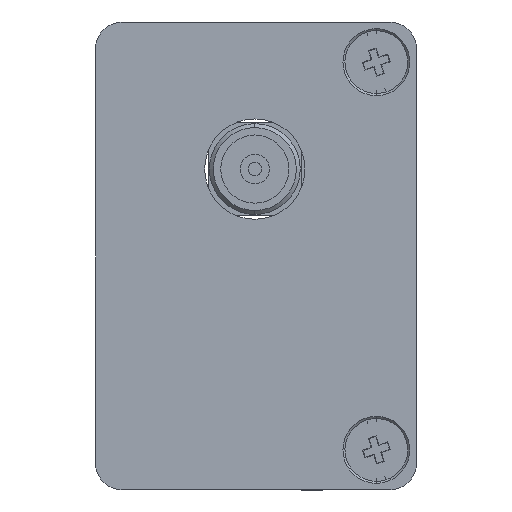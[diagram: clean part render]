
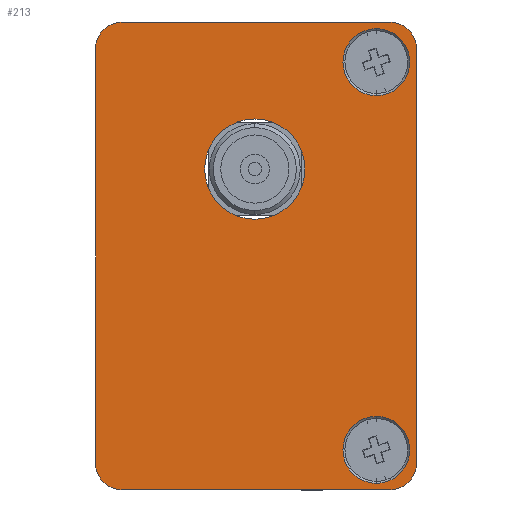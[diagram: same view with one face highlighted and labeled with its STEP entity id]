
A CAD part, left-side view. The second image highlights one B-rep face of the part: STEP entity #213.
In plain terms, the highlighted face is planar.
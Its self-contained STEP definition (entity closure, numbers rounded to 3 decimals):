
#200 = VERTEX_POINT ( 'NONE', #2388 ) ;
#206 = ORIENTED_EDGE ( 'NONE', *, *, #331, .F. ) ;
#210 = EDGE_LOOP ( 'NONE', ( #206, #338 ) ) ;
#211 = VERTEX_POINT ( 'NONE', #2389 ) ;
#212 = ORIENTED_EDGE ( 'NONE', *, *, #353, .F. ) ;
#213 = ADVANCED_FACE ( 'NONE', ( #2431, #2425, #2435, #2449 ), #2434, .F. ) ;
#240 = EDGE_LOOP ( 'NONE', ( #287, #285 ) ) ;
#245 = EDGE_LOOP ( 'NONE', ( #212, #337 ) ) ;
#276 = VERTEX_POINT ( 'NONE', #2538 ) ;
#277 = ORIENTED_EDGE ( 'NONE', *, *, #286, .T. ) ;
#279 = VERTEX_POINT ( 'NONE', #2584 ) ;
#280 = VERTEX_POINT ( 'NONE', #2568 ) ;
#281 = ORIENTED_EDGE ( 'NONE', *, *, #344, .T. ) ;
#285 = ORIENTED_EDGE ( 'NONE', *, *, #532, .F. ) ;
#286 = EDGE_CURVE ( 'NONE', #279, #200, #2545, .T. ) ;
#287 = ORIENTED_EDGE ( 'NONE', *, *, #351, .F. ) ;
#300 = EDGE_CURVE ( 'NONE', #279, #280, #2648, .T. ) ;
#331 = EDGE_CURVE ( 'NONE', #695, #683, #2704, .T. ) ;
#332 = ORIENTED_EDGE ( 'NONE', *, *, #300, .F. ) ;
#337 = ORIENTED_EDGE ( 'NONE', *, *, #590, .F. ) ;
#338 = ORIENTED_EDGE ( 'NONE', *, *, #689, .F. ) ;
#342 = ORIENTED_EDGE ( 'NONE', *, *, #346, .T. ) ;
#344 = EDGE_CURVE ( 'NONE', #211, #10413, #2738, .T. ) ;
#346 = EDGE_CURVE ( 'NONE', #276, #211, #2716, .T. ) ;
#351 = EDGE_CURVE ( 'NONE', #9856, #9770, #2731, .T. ) ;
#352 = EDGE_LOOP ( 'NONE', ( #332, #277, #381, #342, #281, #1127, #581, #629 ) ) ;
#353 = EDGE_CURVE ( 'NONE', #554, #9811, #2761, .T. ) ;
#381 = ORIENTED_EDGE ( 'NONE', *, *, #460, .T. ) ;
#460 = EDGE_CURVE ( 'NONE', #200, #276, #3006, .T. ) ;
#532 = EDGE_CURVE ( 'NONE', #9770, #9856, #3188, .T. ) ;
#554 = VERTEX_POINT ( 'NONE', #3195 ) ;
#578 = EDGE_CURVE ( 'NONE', #619, #628, #3228, .T. ) ;
#579 = EDGE_CURVE ( 'NONE', #619, #280, #3223, .T. ) ;
#581 = ORIENTED_EDGE ( 'NONE', *, *, #578, .F. ) ;
#590 = EDGE_CURVE ( 'NONE', #9811, #554, #3313, .T. ) ;
#619 = VERTEX_POINT ( 'NONE', #3350 ) ;
#628 = VERTEX_POINT ( 'NONE', #3400 ) ;
#629 = ORIENTED_EDGE ( 'NONE', *, *, #579, .T. ) ;
#667 = EDGE_CURVE ( 'NONE', #10413, #628, #3464, .T. ) ;
#683 = VERTEX_POINT ( 'NONE', #3541 ) ;
#689 = EDGE_CURVE ( 'NONE', #683, #695, #3540, .T. ) ;
#695 = VERTEX_POINT ( 'NONE', #3536 ) ;
#1127 = ORIENTED_EDGE ( 'NONE', *, *, #667, .T. ) ;
#2387 = AXIS2_PLACEMENT_3D ( 'NONE', #2418, #2417, #2416 ) ;
#2388 = CARTESIAN_POINT ( 'NONE',  ( 15.5, 24., 0. ) ) ;
#2389 = CARTESIAN_POINT ( 'NONE',  ( -17.5, 22., 0. ) ) ;
#2416 = DIRECTION ( 'NONE',  ( -1., 0., 0. ) ) ;
#2417 = DIRECTION ( 'NONE',  ( 0., 0., -1. ) ) ;
#2418 = CARTESIAN_POINT ( 'NONE',  ( 17.5, 0., 0. ) ) ;
#2425 = FACE_BOUND ( 'NONE', #245, .T. ) ;
#2431 = FACE_BOUND ( 'NONE', #240, .T. ) ;
#2434 = PLANE ( 'NONE',  #2387 ) ;
#2435 = FACE_BOUND ( 'NONE', #210, .T. ) ;
#2449 = FACE_OUTER_BOUND ( 'NONE', #352, .T. ) ;
#2538 = CARTESIAN_POINT ( 'NONE',  ( -15.5, 24., 0. ) ) ;
#2545 = CIRCLE ( 'NONE', #2617, 2. ) ;
#2568 = CARTESIAN_POINT ( 'NONE',  ( 17.5, 2., 0. ) ) ;
#2578 = CARTESIAN_POINT ( 'NONE',  ( 15.5, 22., 0. ) ) ;
#2584 = CARTESIAN_POINT ( 'NONE',  ( 17.5, 22., 0. ) ) ;
#2615 = DIRECTION ( 'NONE',  ( -1., 0., 0. ) ) ;
#2616 = DIRECTION ( 'NONE',  ( 0., 0., 1. ) ) ;
#2617 = AXIS2_PLACEMENT_3D ( 'NONE', #2578, #2616, #2615 ) ;
#2645 = DIRECTION ( 'NONE',  ( 0., -1., 0. ) ) ;
#2646 = VECTOR ( 'NONE', #2645, 1000. ) ;
#2647 = CARTESIAN_POINT ( 'NONE',  ( 17.5, 0., 0. ) ) ;
#2648 = LINE ( 'NONE', #2647, #2646 ) ;
#2689 = DIRECTION ( 'NONE',  ( 0., -1., 0. ) ) ;
#2690 = CARTESIAN_POINT ( 'NONE',  ( -17.5, 0., 0. ) ) ;
#2698 = AXIS2_PLACEMENT_3D ( 'NONE', #2740, #2739, #2711 ) ;
#2699 = DIRECTION ( 'NONE',  ( 1., 0., 0. ) ) ;
#2700 = DIRECTION ( 'NONE',  ( 0., 0., 1. ) ) ;
#2701 = CARTESIAN_POINT ( 'NONE',  ( -6.5, 11.913, 0. ) ) ;
#2702 = AXIS2_PLACEMENT_3D ( 'NONE', #2701, #2700, #2699 ) ;
#2704 = CIRCLE ( 'NONE', #2702, 3.75 ) ;
#2711 = DIRECTION ( 'NONE',  ( -1., 0., 0. ) ) ;
#2716 = CIRCLE ( 'NONE', #2698, 2. ) ;
#2723 = AXIS2_PLACEMENT_3D ( 'NONE', #2757, #2756, #2755 ) ;
#2729 = VECTOR ( 'NONE', #2689, 1000. ) ;
#2731 = CIRCLE ( 'NONE', #2764, 2.5 ) ;
#2738 = LINE ( 'NONE', #2690, #2729 ) ;
#2739 = DIRECTION ( 'NONE',  ( 0., 0., 1. ) ) ;
#2740 = CARTESIAN_POINT ( 'NONE',  ( -15.5, 22., 0. ) ) ;
#2755 = DIRECTION ( 'NONE',  ( 1., 0., 0. ) ) ;
#2756 = DIRECTION ( 'NONE',  ( 0., 0., 1. ) ) ;
#2757 = CARTESIAN_POINT ( 'NONE',  ( 14.5, 21., 0. ) ) ;
#2761 = CIRCLE ( 'NONE', #2723, 2.5 ) ;
#2762 = DIRECTION ( 'NONE',  ( 1., 0., 0. ) ) ;
#2763 = DIRECTION ( 'NONE',  ( 0., 0., 1. ) ) ;
#2764 = AXIS2_PLACEMENT_3D ( 'NONE', #2769, #2763, #2762 ) ;
#2769 = CARTESIAN_POINT ( 'NONE',  ( -14.5, 21., 0. ) ) ;
#3003 = DIRECTION ( 'NONE',  ( -1., 0., 0. ) ) ;
#3004 = VECTOR ( 'NONE', #3003, 1000. ) ;
#3005 = CARTESIAN_POINT ( 'NONE',  ( 17.5, 24., 0. ) ) ;
#3006 = LINE ( 'NONE', #3005, #3004 ) ;
#3173 = DIRECTION ( 'NONE',  ( 1., 0., 0. ) ) ;
#3174 = DIRECTION ( 'NONE',  ( 0., 0., 1. ) ) ;
#3175 = AXIS2_PLACEMENT_3D ( 'NONE', #3186, #3174, #3173 ) ;
#3186 = CARTESIAN_POINT ( 'NONE',  ( -14.5, 21., 0. ) ) ;
#3188 = CIRCLE ( 'NONE', #3175, 2.5 ) ;
#3195 = CARTESIAN_POINT ( 'NONE',  ( 17., 21., 0. ) ) ;
#3223 = CIRCLE ( 'NONE', #3272, 2. ) ;
#3228 = LINE ( 'NONE', #3280, #3270 ) ;
#3255 = AXIS2_PLACEMENT_3D ( 'NONE', #3305, #3304, #3303 ) ;
#3260 = DIRECTION ( 'NONE',  ( -1., 0., 0. ) ) ;
#3261 = DIRECTION ( 'NONE',  ( 0., 0., 1. ) ) ;
#3262 = CARTESIAN_POINT ( 'NONE',  ( 15.5, 2., 0. ) ) ;
#3270 = VECTOR ( 'NONE', #3279, 1000. ) ;
#3272 = AXIS2_PLACEMENT_3D ( 'NONE', #3262, #3261, #3260 ) ;
#3279 = DIRECTION ( 'NONE',  ( -1., 0., 0. ) ) ;
#3280 = CARTESIAN_POINT ( 'NONE',  ( 17.5, 0., 0. ) ) ;
#3303 = DIRECTION ( 'NONE',  ( 1., 0., 0. ) ) ;
#3304 = DIRECTION ( 'NONE',  ( 0., 0., 1. ) ) ;
#3305 = CARTESIAN_POINT ( 'NONE',  ( 14.5, 21., 0. ) ) ;
#3313 = CIRCLE ( 'NONE', #3255, 2.5 ) ;
#3350 = CARTESIAN_POINT ( 'NONE',  ( 15.5, 0., 0. ) ) ;
#3400 = CARTESIAN_POINT ( 'NONE',  ( -15.5, 0., 0. ) ) ;
#3461 = AXIS2_PLACEMENT_3D ( 'NONE', #3522, #3521, #3520 ) ;
#3464 = CIRCLE ( 'NONE', #3461, 2. ) ;
#3520 = DIRECTION ( 'NONE',  ( -1., 0., 0. ) ) ;
#3521 = DIRECTION ( 'NONE',  ( 0., 0., 1. ) ) ;
#3522 = CARTESIAN_POINT ( 'NONE',  ( -15.5, 2., 0. ) ) ;
#3525 = DIRECTION ( 'NONE',  ( 1., 0., 0. ) ) ;
#3526 = DIRECTION ( 'NONE',  ( 0., 0., 1. ) ) ;
#3536 = CARTESIAN_POINT ( 'NONE',  ( -2.75, 11.913, 0. ) ) ;
#3540 = CIRCLE ( 'NONE', #3547, 3.75 ) ;
#3541 = CARTESIAN_POINT ( 'NONE',  ( -10.25, 11.913, 0. ) ) ;
#3542 = CARTESIAN_POINT ( 'NONE',  ( -6.5, 11.913, 0. ) ) ;
#3547 = AXIS2_PLACEMENT_3D ( 'NONE', #3542, #3526, #3525 ) ;
#7321 = CARTESIAN_POINT ( 'NONE',  ( -17., 21., 0. ) ) ;
#7418 = CARTESIAN_POINT ( 'NONE',  ( 12., 21., 0. ) ) ;
#7508 = CARTESIAN_POINT ( 'NONE',  ( -12., 21., 0. ) ) ;
#8697 = CARTESIAN_POINT ( 'NONE',  ( -17.5, 2., 0. ) ) ;
#9770 = VERTEX_POINT ( 'NONE', #7321 ) ;
#9811 = VERTEX_POINT ( 'NONE', #7418 ) ;
#9856 = VERTEX_POINT ( 'NONE', #7508 ) ;
#10413 = VERTEX_POINT ( 'NONE', #8697 ) ;
